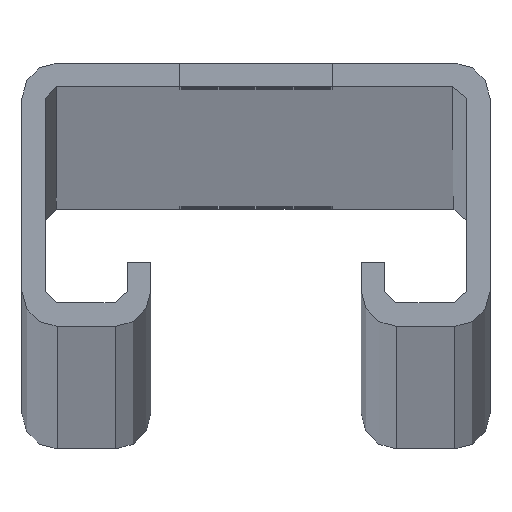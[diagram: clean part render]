
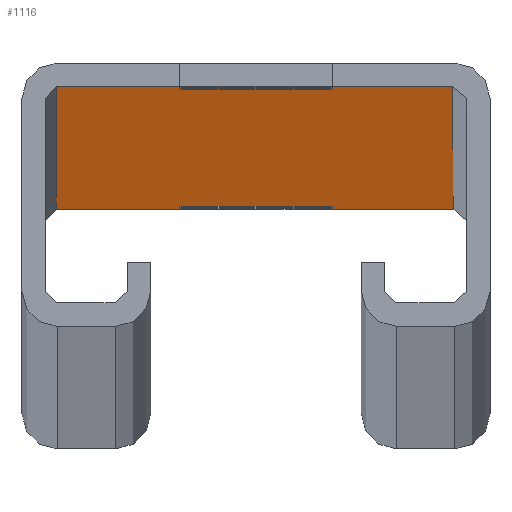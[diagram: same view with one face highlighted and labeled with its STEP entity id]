
A CAD part, top view. The second image highlights one B-rep face of the part: STEP entity #1116.
In plain terms, the highlighted planar face has unit normal (0, -1, 0).
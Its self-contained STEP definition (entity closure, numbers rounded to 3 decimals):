
#70=CARTESIAN_POINT('',(2.943,20.5,0.));
#77=DIRECTION('',(-1.,0.,0.));
#78=VECTOR('',#77,33.93);
#79=CARTESIAN_POINT('',(36.873,20.498,0.));
#80=LINE('',#79,#78);
#130=DIRECTION('',(0.,0.,-1.));
#131=VECTOR('',#130,6000.);
#132=CARTESIAN_POINT('',(36.799,20.5,6000.));
#133=LINE('',#132,#131);
#138=DIRECTION('',(-1.,0.,0.));
#139=VECTOR('',#138,33.857);
#140=CARTESIAN_POINT('',(36.799,20.5,6000.));
#141=LINE('',#140,#139);
#142=DIRECTION('',(0.,0.,1.));
#143=VECTOR('',#142,17.);
#144=CARTESIAN_POINT('',(13.5,20.5,5966.5));
#145=LINE('',#144,#143);
#146=CARTESIAN_POINT('',(20.,20.5,5966.5));
#147=DIRECTION('',(0.,1.,0.));
#148=DIRECTION('',(1.,0.,0.));
#149=AXIS2_PLACEMENT_3D('',#146,#147,#148);
#151=DIRECTION('',(0.,0.,-1.));
#152=VECTOR('',#151,17.);
#153=CARTESIAN_POINT('',(26.5,20.5,5983.5));
#154=LINE('',#153,#152);
#155=CARTESIAN_POINT('',(20.,20.5,5983.5));
#156=DIRECTION('',(0.,1.,0.));
#157=DIRECTION('',(-1.,0.,0.));
#158=AXIS2_PLACEMENT_3D('',#155,#156,#157);
#160=DIRECTION('',(0.,0.,-1.));
#161=VECTOR('',#160,17.);
#162=CARTESIAN_POINT('',(26.5,20.5,5933.5));
#163=LINE('',#162,#161);
#164=CARTESIAN_POINT('',(20.,20.5,5933.5));
#165=DIRECTION('',(0.,1.,0.));
#166=DIRECTION('',(-1.,0.,0.));
#167=AXIS2_PLACEMENT_3D('',#164,#165,#166);
#169=DIRECTION('',(0.,0.,1.));
#170=VECTOR('',#169,17.);
#171=CARTESIAN_POINT('',(13.5,20.5,5916.5));
#172=LINE('',#171,#170);
#173=CARTESIAN_POINT('',(20.,20.5,5916.5));
#174=DIRECTION('',(0.,1.,0.));
#175=DIRECTION('',(1.,0.,0.));
#176=AXIS2_PLACEMENT_3D('',#173,#174,#175);
#178=DIRECTION('',(0.,0.,-1.));
#179=VECTOR('',#178,17.);
#180=CARTESIAN_POINT('',(26.5,20.5,83.5));
#181=LINE('',#180,#179);
#182=CARTESIAN_POINT('',(20.,20.5,83.5));
#183=DIRECTION('',(0.,1.,0.));
#184=DIRECTION('',(-1.,0.,0.));
#185=AXIS2_PLACEMENT_3D('',#182,#183,#184);
#187=DIRECTION('',(0.,0.,1.));
#188=VECTOR('',#187,17.);
#189=CARTESIAN_POINT('',(13.5,20.5,66.5));
#190=LINE('',#189,#188);
#191=CARTESIAN_POINT('',(20.,20.5,66.5));
#192=DIRECTION('',(0.,1.,0.));
#193=DIRECTION('',(1.,0.,0.));
#194=AXIS2_PLACEMENT_3D('',#191,#192,#193);
#196=DIRECTION('',(0.,0.,1.));
#197=VECTOR('',#196,17.);
#198=CARTESIAN_POINT('',(13.5,20.5,16.5));
#199=LINE('',#198,#197);
#200=CARTESIAN_POINT('',(20.,20.5,16.5));
#201=DIRECTION('',(0.,1.,0.));
#202=DIRECTION('',(1.,0.,0.));
#203=AXIS2_PLACEMENT_3D('',#200,#201,#202);
#205=DIRECTION('',(0.,0.,-1.));
#206=VECTOR('',#205,17.);
#207=CARTESIAN_POINT('',(26.5,20.5,33.5));
#208=LINE('',#207,#206);
#209=CARTESIAN_POINT('',(20.,20.5,33.5));
#210=DIRECTION('',(0.,1.,0.));
#211=DIRECTION('',(-1.,0.,0.));
#212=AXIS2_PLACEMENT_3D('',#209,#210,#211);
#214=DIRECTION('',(0.,0.,1.));
#215=VECTOR('',#214,17.);
#216=CARTESIAN_POINT('',(13.5,20.5,116.5));
#217=LINE('',#216,#215);
#218=CARTESIAN_POINT('',(20.,20.5,116.5));
#219=DIRECTION('',(0.,1.,0.));
#220=DIRECTION('',(1.,0.,0.));
#221=AXIS2_PLACEMENT_3D('',#218,#219,#220);
#223=DIRECTION('',(0.,0.,-1.));
#224=VECTOR('',#223,17.);
#225=CARTESIAN_POINT('',(26.5,20.5,133.5));
#226=LINE('',#225,#224);
#227=CARTESIAN_POINT('',(20.,20.5,133.5));
#228=DIRECTION('',(0.,1.,0.));
#229=DIRECTION('',(-1.,0.,0.));
#230=AXIS2_PLACEMENT_3D('',#227,#228,#229);
#232=DIRECTION('',(0.,0.,-1.));
#233=VECTOR('',#232,17.);
#234=CARTESIAN_POINT('',(26.5,20.5,5883.5));
#235=LINE('',#234,#233);
#236=CARTESIAN_POINT('',(20.,20.5,5883.5));
#237=DIRECTION('',(0.,1.,0.));
#238=DIRECTION('',(-1.,0.,0.));
#239=AXIS2_PLACEMENT_3D('',#236,#237,#238);
#241=DIRECTION('',(0.,0.,1.));
#242=VECTOR('',#241,17.);
#243=CARTESIAN_POINT('',(13.5,20.5,5866.5));
#244=LINE('',#243,#242);
#245=CARTESIAN_POINT('',(20.,20.5,5866.5));
#246=DIRECTION('',(0.,1.,0.));
#247=DIRECTION('',(1.,0.,0.));
#248=AXIS2_PLACEMENT_3D('',#245,#246,#247);
#254=DIRECTION('',(0.,0.,1.));
#255=VECTOR('',#254,6000.);
#256=CARTESIAN_POINT('',(2.943,20.5,0.));
#257=LINE('',#256,#255);
#524=CARTESIAN_POINT('',(36.799,20.5,6000.));
#738=VERTEX_POINT('',#70);
#739=CARTESIAN_POINT('',(36.873,20.498,0.));
#740=VERTEX_POINT('',#739);
#758=VERTEX_POINT('',#524);
#759=CARTESIAN_POINT('',(2.943,20.5,6000.));
#760=VERTEX_POINT('',#759);
#798=CARTESIAN_POINT('',(26.5,20.5,5966.5));
#799=CARTESIAN_POINT('',(13.5,20.5,5966.5));
#800=VERTEX_POINT('',#798);
#801=VERTEX_POINT('',#799);
#802=CARTESIAN_POINT('',(26.5,20.5,5983.5));
#803=VERTEX_POINT('',#802);
#804=CARTESIAN_POINT('',(13.5,20.5,5983.5));
#805=VERTEX_POINT('',#804);
#806=CARTESIAN_POINT('',(13.5,20.5,5933.5));
#807=CARTESIAN_POINT('',(26.5,20.5,5933.5));
#808=VERTEX_POINT('',#806);
#809=VERTEX_POINT('',#807);
#810=CARTESIAN_POINT('',(13.5,20.5,5916.5));
#811=VERTEX_POINT('',#810);
#812=CARTESIAN_POINT('',(26.5,20.5,5916.5));
#813=VERTEX_POINT('',#812);
#814=CARTESIAN_POINT('',(13.5,20.5,83.5));
#815=CARTESIAN_POINT('',(26.5,20.5,83.5));
#816=VERTEX_POINT('',#814);
#817=VERTEX_POINT('',#815);
#818=CARTESIAN_POINT('',(13.5,20.5,66.5));
#819=VERTEX_POINT('',#818);
#820=CARTESIAN_POINT('',(26.5,20.5,66.5));
#821=VERTEX_POINT('',#820);
#822=CARTESIAN_POINT('',(26.5,20.5,16.5));
#823=CARTESIAN_POINT('',(13.5,20.5,16.5));
#824=VERTEX_POINT('',#822);
#825=VERTEX_POINT('',#823);
#826=CARTESIAN_POINT('',(26.5,20.5,33.5));
#827=VERTEX_POINT('',#826);
#828=CARTESIAN_POINT('',(13.5,20.5,33.5));
#829=VERTEX_POINT('',#828);
#830=CARTESIAN_POINT('',(26.5,20.5,116.5));
#831=CARTESIAN_POINT('',(13.5,20.5,116.5));
#832=VERTEX_POINT('',#830);
#833=VERTEX_POINT('',#831);
#834=CARTESIAN_POINT('',(26.5,20.5,133.5));
#835=VERTEX_POINT('',#834);
#836=CARTESIAN_POINT('',(13.5,20.5,133.5));
#837=VERTEX_POINT('',#836);
#838=CARTESIAN_POINT('',(13.5,20.5,5883.5));
#839=CARTESIAN_POINT('',(26.5,20.5,5883.5));
#840=VERTEX_POINT('',#838);
#841=VERTEX_POINT('',#839);
#842=CARTESIAN_POINT('',(13.5,20.5,5866.5));
#843=VERTEX_POINT('',#842);
#844=CARTESIAN_POINT('',(26.5,20.5,5866.5));
#845=VERTEX_POINT('',#844);
#1043=CARTESIAN_POINT('',(38.,20.5,0.));
#1044=DIRECTION('',(0.,-1.,0.));
#1045=DIRECTION('',(-1.,0.,0.));
#1046=AXIS2_PLACEMENT_3D('',#1043,#1044,#1045);
#1047=PLANE('',#1046);
#1048=ORIENTED_EDGE('',*,*,#1034,.T.);
#1049=ORIENTED_EDGE('',*,*,#943,.T.);
#1051=ORIENTED_EDGE('',*,*,#1050,.T.);
#1053=ORIENTED_EDGE('',*,*,#1052,.F.);
#1054=EDGE_LOOP('',(#1048,#1049,#1051,#1053));
#1055=FACE_OUTER_BOUND('',#1054,.F.);
#1057=ORIENTED_EDGE('',*,*,#1056,.F.);
#1059=ORIENTED_EDGE('',*,*,#1058,.F.);
#1061=ORIENTED_EDGE('',*,*,#1060,.F.);
#1063=ORIENTED_EDGE('',*,*,#1062,.F.);
#1064=EDGE_LOOP('',(#1057,#1059,#1061,#1063));
#1065=FACE_BOUND('',#1064,.F.);
#1067=ORIENTED_EDGE('',*,*,#1066,.F.);
#1069=ORIENTED_EDGE('',*,*,#1068,.F.);
#1071=ORIENTED_EDGE('',*,*,#1070,.F.);
#1073=ORIENTED_EDGE('',*,*,#1072,.F.);
#1074=EDGE_LOOP('',(#1067,#1069,#1071,#1073));
#1075=FACE_BOUND('',#1074,.F.);
#1077=ORIENTED_EDGE('',*,*,#1076,.F.);
#1079=ORIENTED_EDGE('',*,*,#1078,.F.);
#1081=ORIENTED_EDGE('',*,*,#1080,.F.);
#1083=ORIENTED_EDGE('',*,*,#1082,.F.);
#1084=EDGE_LOOP('',(#1077,#1079,#1081,#1083));
#1085=FACE_BOUND('',#1084,.F.);
#1087=ORIENTED_EDGE('',*,*,#1086,.F.);
#1089=ORIENTED_EDGE('',*,*,#1088,.F.);
#1091=ORIENTED_EDGE('',*,*,#1090,.F.);
#1093=ORIENTED_EDGE('',*,*,#1092,.F.);
#1094=EDGE_LOOP('',(#1087,#1089,#1091,#1093));
#1095=FACE_BOUND('',#1094,.F.);
#1097=ORIENTED_EDGE('',*,*,#1096,.F.);
#1099=ORIENTED_EDGE('',*,*,#1098,.F.);
#1101=ORIENTED_EDGE('',*,*,#1100,.F.);
#1103=ORIENTED_EDGE('',*,*,#1102,.F.);
#1104=EDGE_LOOP('',(#1097,#1099,#1101,#1103));
#1105=FACE_BOUND('',#1104,.F.);
#1107=ORIENTED_EDGE('',*,*,#1106,.F.);
#1109=ORIENTED_EDGE('',*,*,#1108,.F.);
#1111=ORIENTED_EDGE('',*,*,#1110,.F.);
#1113=ORIENTED_EDGE('',*,*,#1112,.F.);
#1114=EDGE_LOOP('',(#1107,#1109,#1111,#1113));
#1115=FACE_BOUND('',#1114,.F.);
#1116=ADVANCED_FACE('',(#1055,#1065,#1075,#1085,#1095,#1105,#1115),#1047,.T.);
#150=CIRCLE('',#149,6.5);
#159=CIRCLE('',#158,6.5);
#168=CIRCLE('',#167,6.5);
#177=CIRCLE('',#176,6.5);
#186=CIRCLE('',#185,6.5);
#195=CIRCLE('',#194,6.5);
#204=CIRCLE('',#203,6.5);
#213=CIRCLE('',#212,6.5);
#222=CIRCLE('',#221,6.5);
#231=CIRCLE('',#230,6.5);
#240=CIRCLE('',#239,6.5);
#249=CIRCLE('',#248,6.5);
#943=EDGE_CURVE('',#740,#738,#80,.T.);
#1034=EDGE_CURVE('',#758,#740,#133,.T.);
#1050=EDGE_CURVE('',#738,#760,#257,.T.);
#1052=EDGE_CURVE('',#758,#760,#141,.T.);
#1056=EDGE_CURVE('',#801,#805,#145,.T.);
#1058=EDGE_CURVE('',#800,#801,#150,.T.);
#1060=EDGE_CURVE('',#803,#800,#154,.T.);
#1062=EDGE_CURVE('',#805,#803,#159,.T.);
#1066=EDGE_CURVE('',#809,#813,#163,.T.);
#1068=EDGE_CURVE('',#808,#809,#168,.T.);
#1070=EDGE_CURVE('',#811,#808,#172,.T.);
#1072=EDGE_CURVE('',#813,#811,#177,.T.);
#1076=EDGE_CURVE('',#817,#821,#181,.T.);
#1078=EDGE_CURVE('',#816,#817,#186,.T.);
#1080=EDGE_CURVE('',#819,#816,#190,.T.);
#1082=EDGE_CURVE('',#821,#819,#195,.T.);
#1086=EDGE_CURVE('',#825,#829,#199,.T.);
#1088=EDGE_CURVE('',#824,#825,#204,.T.);
#1090=EDGE_CURVE('',#827,#824,#208,.T.);
#1092=EDGE_CURVE('',#829,#827,#213,.T.);
#1096=EDGE_CURVE('',#833,#837,#217,.T.);
#1098=EDGE_CURVE('',#832,#833,#222,.T.);
#1100=EDGE_CURVE('',#835,#832,#226,.T.);
#1102=EDGE_CURVE('',#837,#835,#231,.T.);
#1106=EDGE_CURVE('',#841,#845,#235,.T.);
#1108=EDGE_CURVE('',#840,#841,#240,.T.);
#1110=EDGE_CURVE('',#843,#840,#244,.T.);
#1112=EDGE_CURVE('',#845,#843,#249,.T.);
